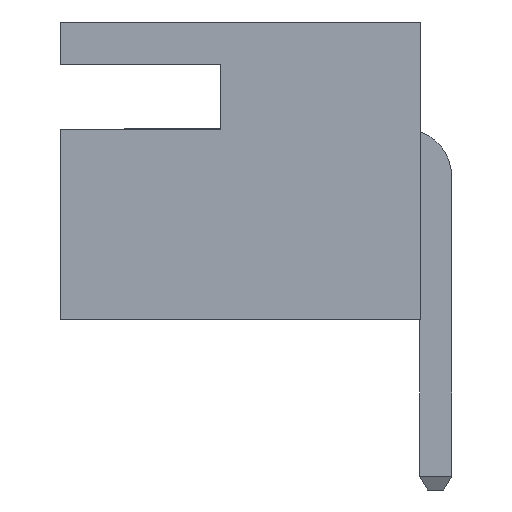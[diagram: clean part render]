
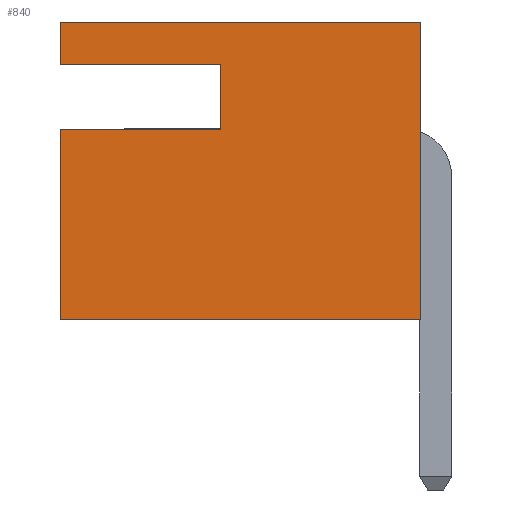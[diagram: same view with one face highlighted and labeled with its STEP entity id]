
A CAD part, left-side view. The second image highlights one B-rep face of the part: STEP entity #840.
In plain terms, the highlighted planar face has unit normal (-1, 0, 0).
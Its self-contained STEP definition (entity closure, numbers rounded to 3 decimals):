
#840=ADVANCED_FACE('',(#1641),#1643,.T.);
#1641=FACE_BOUND('',#1642,.T.);
#1642=EDGE_LOOP('',(#2296,#2297,#2298,#2299,#2300,#2301,#2302,#2303));
#1643=PLANE('',#1644);
#1644=AXIS2_PLACEMENT_3D('',#1645,#1646,#1647);
#1645=CARTESIAN_POINT('',(-2.55,0.,0.));
#1646=DIRECTION('',(-1.,0.,0.));
#1647=DIRECTION('',(0.,0.,-1.));
#2296=ORIENTED_EDGE('',*,*,#2725,.T.);
#2297=ORIENTED_EDGE('',*,*,#2726,.T.);
#2298=ORIENTED_EDGE('',*,*,#2612,.T.);
#2299=ORIENTED_EDGE('',*,*,#2727,.T.);
#2300=ORIENTED_EDGE('',*,*,#2575,.T.);
#2301=ORIENTED_EDGE('',*,*,#2724,.T.);
#2302=ORIENTED_EDGE('',*,*,#2728,.T.);
#2303=ORIENTED_EDGE('',*,*,#2729,.T.);
#2575=EDGE_CURVE('',#2900,#2898,#2901,.T.);
#2612=EDGE_CURVE('',#2965,#2963,#2966,.T.);
#2724=EDGE_CURVE('',#2898,#3136,#3138,.T.);
#2725=EDGE_CURVE('',#3139,#3140,#3141,.F.);
#2726=EDGE_CURVE('',#3140,#2965,#3142,.T.);
#2727=EDGE_CURVE('',#2963,#2900,#3143,.T.);
#2728=EDGE_CURVE('',#3136,#3144,#3145,.F.);
#2729=EDGE_CURVE('',#3144,#3139,#3146,.F.);
#2898=VERTEX_POINT('',#3447);
#2900=VERTEX_POINT('',#3451);
#2901=LINE('',#3452,#3453);
#2963=VERTEX_POINT('',#3586);
#2965=VERTEX_POINT('',#3590);
#2966=LINE('',#3591,#3592);
#3136=VERTEX_POINT('',#3983);
#3138=LINE('',#3987,#3988);
#3139=VERTEX_POINT('',#3990);
#3140=VERTEX_POINT('',#3991);
#3141=LINE('',#3992,#3993);
#3142=LINE('',#3995,#3996);
#3143=LINE('',#3998,#3999);
#3144=VERTEX_POINT('',#4001);
#3145=LINE('',#4002,#4003);
#3146=LINE('',#4005,#4006);
#3447=CARTESIAN_POINT('',(-2.55,7.5,5.95));
#3451=CARTESIAN_POINT('',(-2.55,0.3,5.95));
#3452=CARTESIAN_POINT('',(-2.55,0.3,5.95));
#3453=VECTOR('',#3454,1.);
#3454=DIRECTION('',(0.,1.,0.));
#3586=CARTESIAN_POINT('',(-2.55,0.3,0.));
#3590=CARTESIAN_POINT('',(-2.55,7.5,0.));
#3591=CARTESIAN_POINT('',(-2.55,7.5,0.));
#3592=VECTOR('',#3593,1.);
#3593=DIRECTION('',(0.,-1.,0.));
#3983=CARTESIAN_POINT('',(-2.55,7.5,5.1));
#3987=CARTESIAN_POINT('',(-2.55,7.5,5.95));
#3988=VECTOR('',#3989,1.);
#3989=DIRECTION('',(0.,0.,-1.));
#3990=CARTESIAN_POINT('',(-2.55,4.3,3.8));
#3991=CARTESIAN_POINT('',(-2.55,7.5,3.8));
#3992=CARTESIAN_POINT('',(-2.55,7.5,3.8));
#3993=VECTOR('',#3994,1.);
#3994=DIRECTION('',(0.,-1.,0.));
#3995=CARTESIAN_POINT('',(-2.55,7.5,3.8));
#3996=VECTOR('',#3997,1.);
#3997=DIRECTION('',(0.,0.,-1.));
#3998=CARTESIAN_POINT('',(-2.55,0.3,0.));
#3999=VECTOR('',#4000,1.);
#4000=DIRECTION('',(0.,0.,1.));
#4001=CARTESIAN_POINT('',(-2.55,4.3,5.1));
#4002=CARTESIAN_POINT('',(-2.55,4.3,5.1));
#4003=VECTOR('',#4004,1.);
#4004=DIRECTION('',(0.,1.,0.));
#4005=CARTESIAN_POINT('',(-2.55,4.3,3.8));
#4006=VECTOR('',#4007,1.);
#4007=DIRECTION('',(0.,0.,1.));
